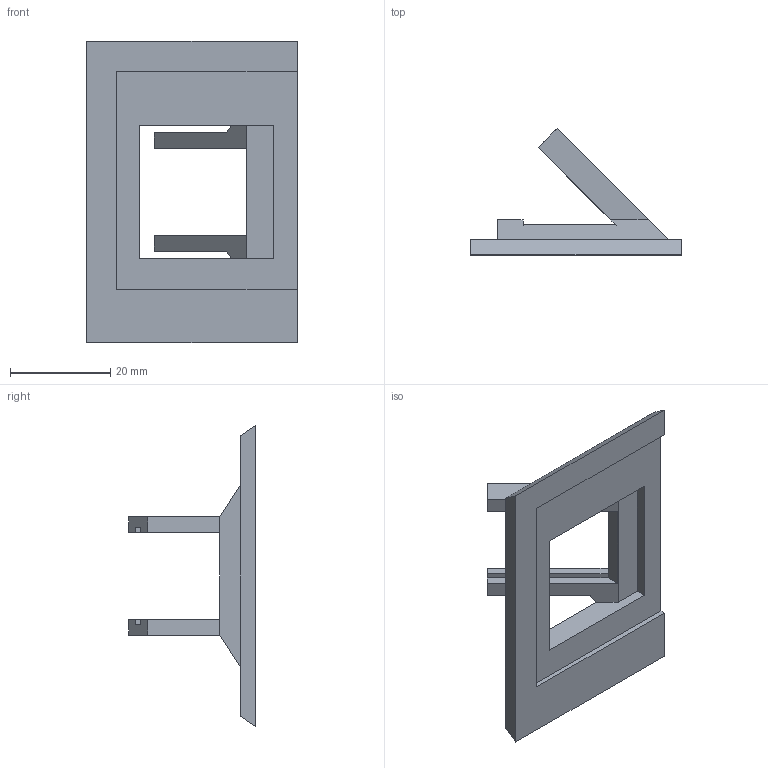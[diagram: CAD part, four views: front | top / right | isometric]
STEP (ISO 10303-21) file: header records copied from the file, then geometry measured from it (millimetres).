
FILE_DESCRIPTION (( 'STEP AP214' ), '1' );
FILE_NAME ('毅妡組膘耀 amoled SPI hud inbeded.STEP', '2024-03-25T15:30:30', ( '' ), ( '' ), 'SwSTEP 2.0', 'SolidWorks 2018', '' );
FILE_SCHEMA (( 'AUTOMOTIVE_DESIGN' ));
Length unit declared in the file: millimetre
Products named in the file (1): 毅妡組膘耀 amoled SPI hud inbeded
Bounding box: 41.9 x 25.13 x 60 mm (x, y, z)
Volume: 6494.3 mm3; surface area: 6106.3 mm2
Topology: 1 solids, 1 shells, 39 faces, 105 edges, 68 vertices
Faces by surface type: plane 39
Entity records: 1229 total; most frequent: CARTESIAN_POINT 213, ORIENTED_EDGE 210, DIRECTION 185, EDGE_CURVE 105, VECTOR 105, LINE 105, VERTEX_POINT 68, EDGE_LOOP 41
